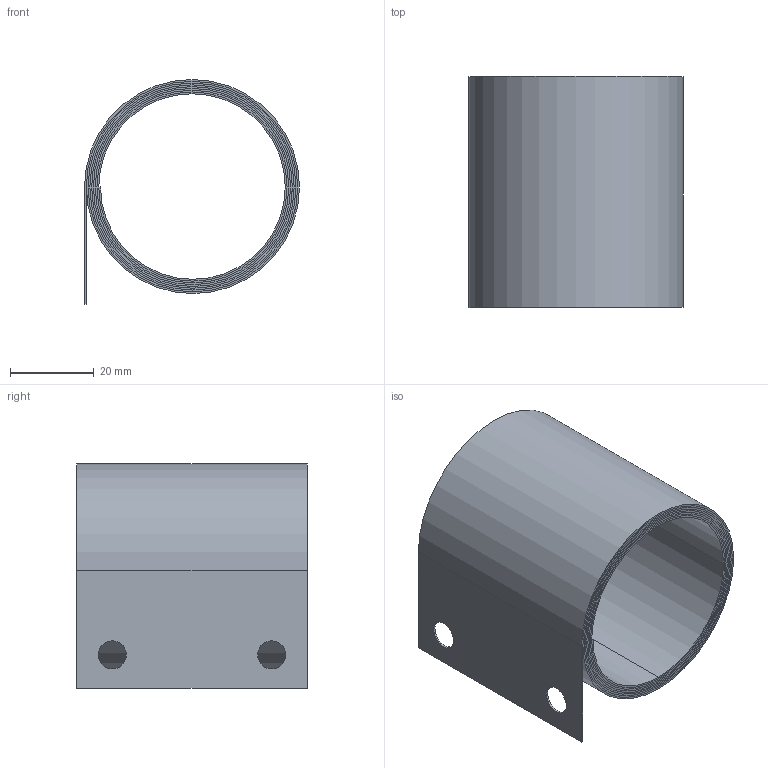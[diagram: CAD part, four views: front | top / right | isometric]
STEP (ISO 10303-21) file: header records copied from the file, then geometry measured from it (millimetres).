
FILE_DESCRIPTION (( 'STEP AP203' ), '1' );
FILE_NAME ('CN06411010_Spring.STEP', '2020-11-25T07:11:45', ( '' ), ( '' ), 'SwSTEP 2.0', 'SolidWorks 2020', '' );
FILE_SCHEMA (( 'CONFIG_CONTROL_DESIGN' ));
Length unit declared in the file: millimetre
Products named in the file (1): CN06411010_Spring
Bounding box: 51.22 x 55 x 53.61 mm (x, y, z)
Volume: 28581.7 mm3; surface area: 135670.6 mm2
Topology: 1 solids, 1 shells, 58 faces, 168 edges, 112 vertices
Faces by surface type: cylinder 52, plane 6
Entity records: 2061 total; most frequent: DIRECTION 390, CARTESIAN_POINT 339, ORIENTED_EDGE 336, EDGE_CURVE 168, AXIS2_PLACEMENT_3D 163, VERTEX_POINT 112, CIRCLE 104, VECTOR 64
